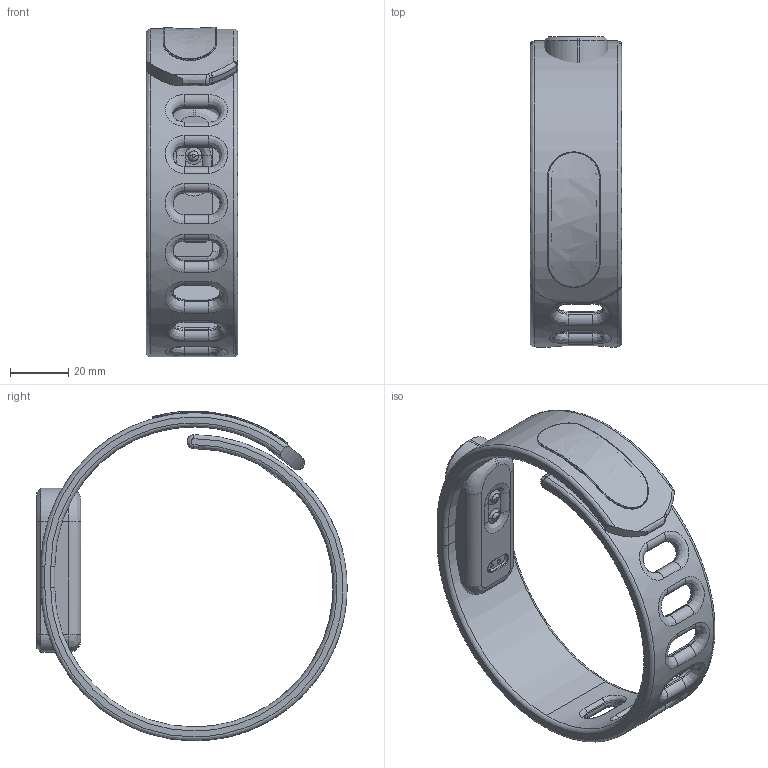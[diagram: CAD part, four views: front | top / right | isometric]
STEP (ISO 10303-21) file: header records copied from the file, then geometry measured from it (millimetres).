
FILE_DESCRIPTION(('FreeCAD Model'),'2;1');
FILE_NAME('Open CASCADE Shape Model','2025-05-04T07:04:35',('FreeCAD'),( 'FreeCAD'),'Open CASCADE STEP processor 7.6','FreeCAD','Unknown');
FILE_SCHEMA(('AUTOMOTIVE_DESIGN { 1 0 10303 214 1 1 1 1 }'));
Length unit declared in the file: millimetre
Products named in the file (1): Open CASCADE STEP translator 7.6 1
Bounding box: 31.46 x 106.69 x 113.46 mm (x, y, z)
Volume: 68726.4 mm3; surface area: 33347.9 mm2
Topology: 4 solids, 5 shells, 219 faces, 492 edges, 286 vertices
Faces by surface type: bspline 219
Entity records: 13162 total; most frequent: CARTESIAN_POINT 10228, ORIENTED_EDGE 976, EDGE_CURVE 490, B_SPLINE_CURVE_WITH_KNOTS 346, VERTEX_POINT 286, FACE_BOUND 239, EDGE_LOOP 239, ADVANCED_FACE 219
